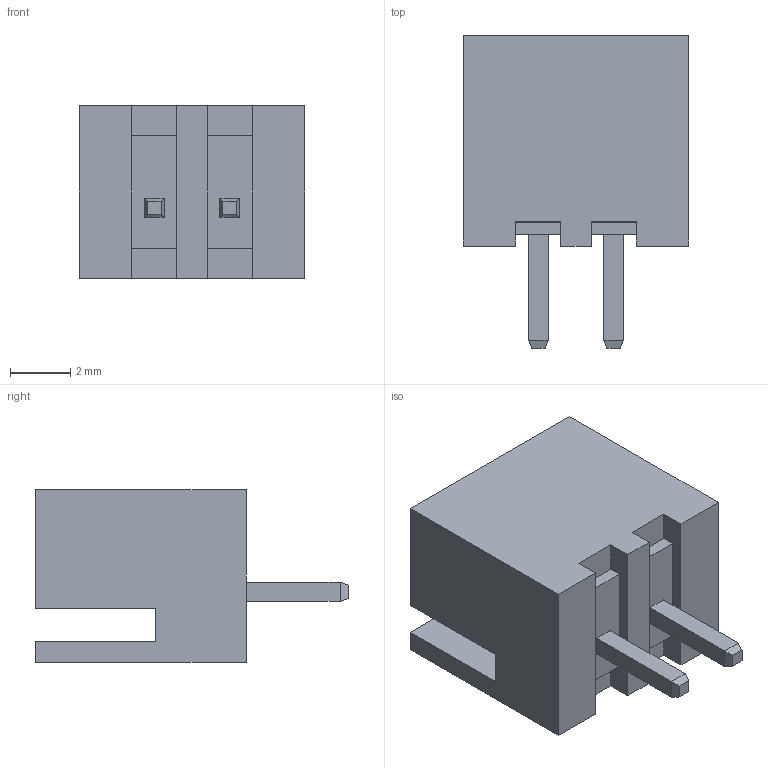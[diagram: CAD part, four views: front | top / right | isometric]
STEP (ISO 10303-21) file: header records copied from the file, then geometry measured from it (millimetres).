
FILE_DESCRIPTION (( 'STEP AP214' ), '1' );
FILE_NAME ('User Library-DS1069_M.STEP', '2025-03-01T12:24:12', ( '' ), ( '' ), 'SwSTEP 2.0', 'SolidWorks 2022', '' );
FILE_SCHEMA (( 'AUTOMOTIVE_DESIGN' ));
Length unit declared in the file: millimetre
Products named in the file (3): User Library-DS1069_M; DS169_M_pin_По умолчанию; DS1069_M_body_short
Assembly tree (3 placements, depth 2):
  User Library-DS1069_M
    DS1069_M_body_short
    DS169_M_pin_По умолчанию  x2
Bounding box: 7.5 x 10.4 x 5.75 mm (x, y, z)
Volume: 144.7 mm3; surface area: 393.3 mm2
Topology: 3 solids, 3 shells, 88 faces, 228 edges, 146 vertices
Faces by surface type: plane 79, cylinder 9
Entity records: 2408 total; most frequent: CARTESIAN_POINT 410, ORIENTED_EDGE 400, DIRECTION 378, EDGE_CURVE 200, VECTOR 182, LINE 182, VERTEX_POINT 130, AXIS2_PLACEMENT_3D 98
